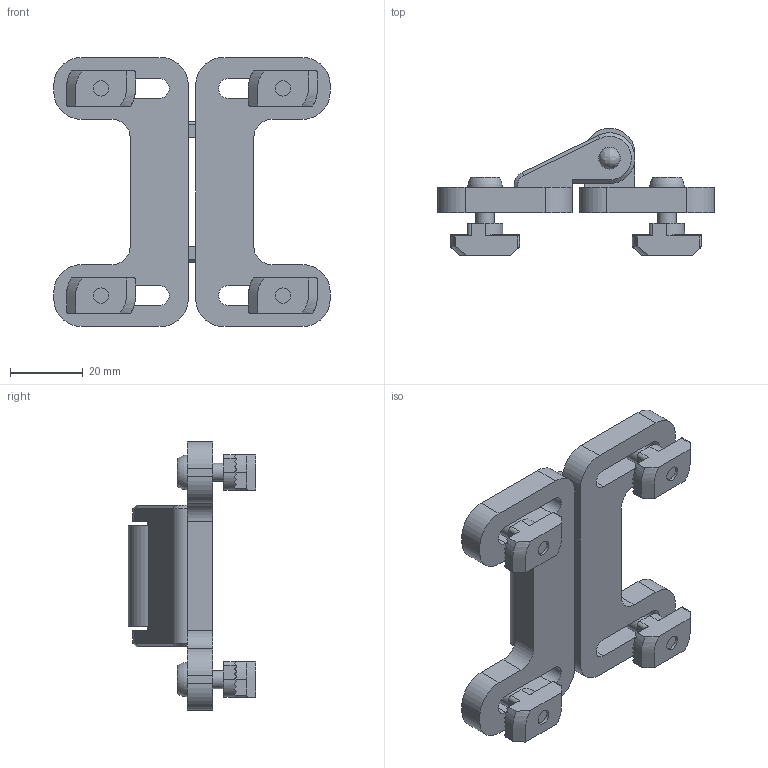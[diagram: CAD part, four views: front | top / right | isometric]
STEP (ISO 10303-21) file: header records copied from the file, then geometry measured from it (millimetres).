
FILE_DESCRIPTION(('STEP AP203'),'1');
FILE_NAME('SAFE10B1297.stp','2023-10-20T08:28:57',(' '),(' '),'Spatial InterOp 3D',' ',' ');
FILE_SCHEMA(('CONFIG_CONTROL_DESIGN'));
Length unit declared in the file: millimetre
Products named in the file (7): Kit de fixation; Vis BHC - M5x18; Ecrou tête rectangulaire 10 M5; Kit Loqueteau à billes PA - P1045; Loqueteau à billes PA; loqueteau à bille - cage; loqueteau à bille - axe
Assembly tree (9 placements, depth 3):
  Kit Loqueteau à billes PA - P1045
    Kit de fixation  x4
      Vis BHC - M5x18
      Ecrou tête rectangulaire 10 M5
    Loqueteau à billes PA
      loqueteau à bille - cage
      loqueteau à bille - axe
Bounding box: 76.05 x 35.05 x 74 mm (x, y, z)
Volume: 40139.2 mm3; surface area: 19726.1 mm2
Topology: 10 solids, 10 shells, 444 faces, 1247 edges, 826 vertices
Faces by surface type: plane 344, cylinder 74, cone 12, bspline 10, sphere 4
Full cylindrical faces by diameter (mm): 4.2 x4, 5 x8, 6 x2
Entity records: 7084 total; most frequent: CARTESIAN_POINT 1129, DIRECTION 956, ORIENTED_EDGE 926, EDGE_CURVE 463, AXIS2_PLACEMENT_3D 330, VERTEX_POINT 313, LINE 296, VECTOR 296
